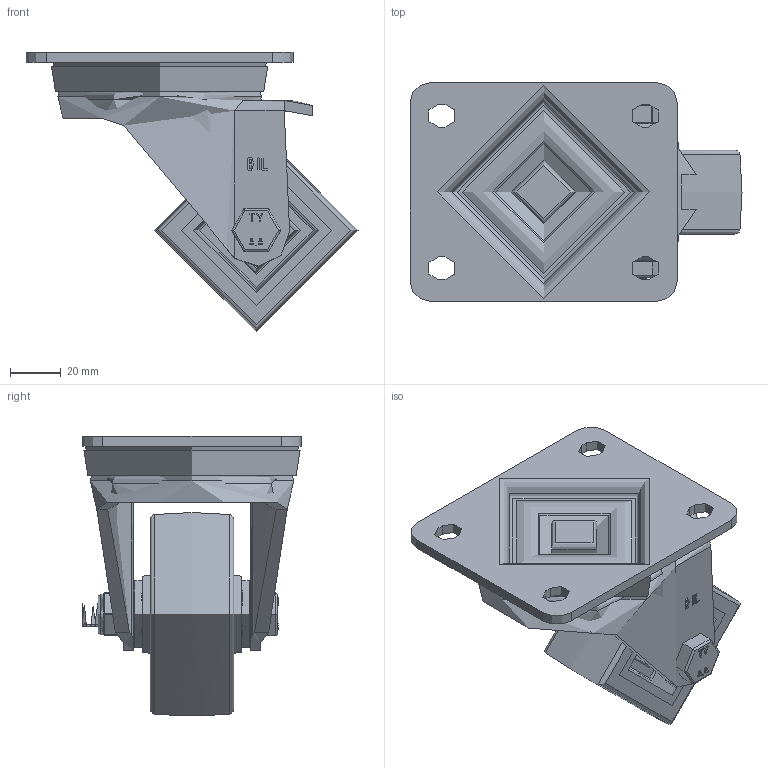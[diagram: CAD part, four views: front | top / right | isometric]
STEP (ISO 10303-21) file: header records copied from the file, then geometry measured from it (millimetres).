
FILE_DESCRIPTION(/* description */ (''),/* implementation_level */ '2;1');
FILE_NAME(/* name */ 'BZH80NPB.step',/* time_stamp */ '2025-05-30T12:05:02+01:00',/* author */ (''),/* organization */ (''),/* preprocessor_version */ 'ST-DEVELOPER v20.1',/* originating_system */ 'Autodesk Translation Framework v14.10.0.0',/* authorisation */ '');
FILE_SCHEMA (('AUTOMOTIVE_DESIGN { 1 0 10303 214 3 1 1 }'));
Length unit declared in the file: millimetre
Products named in the file (22): BZH80NPB; BZH80AS - 2 v2; ZINC PLATED, PRESSED STEEL TOP PLATE; ZINC PLATED, PRESSED STEEL FORKS; BEARING SEAL; BZMM80WNPRB v1; POLYURETHANE TYRE; NYLON RIM; NYLON RIM Geometry; CAP; ROLLER BEARING; CAGE; ribs; Component2; TUBEM12X46X10 v1; ZINC PLATED AXLE TUBE; HEXBOLTM10X70Z8.8 v2; GRADE 8.8 THREADED ZINC PLATED BOLT; NYLOCM10Z v1; NYLOC NUT; RUBBER; NUT
Assembly tree (28 placements, depth 5):
  BZH80NPB
    BZH80AS - 2 v2
      ZINC PLATED, PRESSED STEEL TOP PLATE
      ZINC PLATED, PRESSED STEEL FORKS
      BEARING SEAL
    BZMM80WNPRB v1
      POLYURETHANE TYRE
      NYLON RIM
        NYLON RIM Geometry
        CAP
      ROLLER BEARING
        CAGE
        ribs
          Component2  x8
    TUBEM12X46X10 v1
      ZINC PLATED AXLE TUBE
    HEXBOLTM10X70Z8.8 v2
      GRADE 8.8 THREADED ZINC PLATED BOLT
    NYLOCM10Z v1
      NYLOC NUT
        RUBBER
        NUT
Bounding box: 130.5 x 86 x 109.91 mm (x, y, z)
Volume: 268991.8 mm3; surface area: 115006.7 mm2
Topology: 19 solids, 19 shells, 483 faces, 1161 edges, 730 vertices
Faces by surface type: plane 240, cylinder 147, bspline 51, torus 20, cone 13, sphere 12
Full cylindrical faces by diameter (mm): 3.75 x8, 8.141 x18, 9.85 x19, 10 x4, 10.2 x2, 11.95 x1, 12 x2, 12.5 x2, 13 x1, 16 x2, 19.5 x1, 20 x1, 20.8 x1, 22.3 x1, 22.5 x1, 25 x2, 26.25 x2, 31 x1, 32 x1, 50.5 x1, 59 x2, 72 x1, 80 x1
Entity records: 20488 total; most frequent: CARTESIAN_POINT 9157, ORIENTED_EDGE 2280, DIRECTION 2165, EDGE_CURVE 1140, AXIS2_PLACEMENT_3D 777, VERTEX_POINT 716, LINE 611, VECTOR 611
